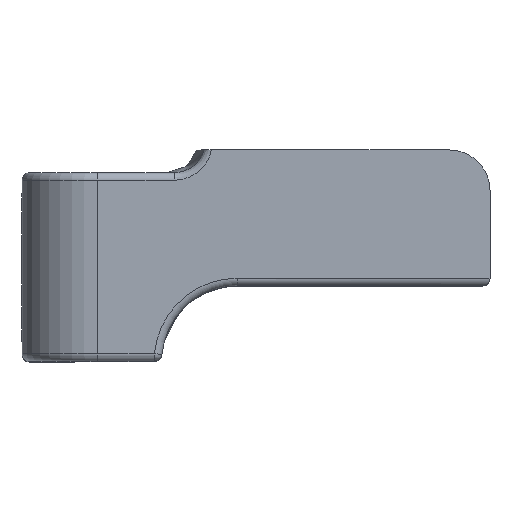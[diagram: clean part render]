
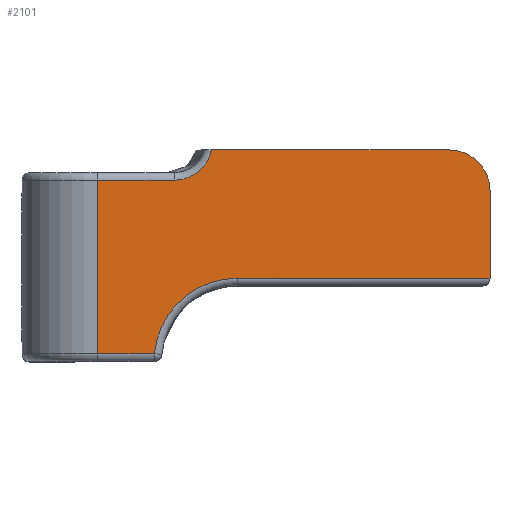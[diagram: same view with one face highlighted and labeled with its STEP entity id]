
A CAD part, top view. The second image highlights one B-rep face of the part: STEP entity #2101.
In plain terms, the highlighted planar face has unit normal (0, 0, 1).
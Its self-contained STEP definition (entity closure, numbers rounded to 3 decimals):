
#15 = CARTESIAN_POINT ( 'NONE',  ( 5.378, -2., 125.811 ) ) ;
#17 = CARTESIAN_POINT ( 'NONE',  ( 0., -2., 125.811 ) ) ;
#34 = DIRECTION ( 'NONE',  ( 0., 0., -1. ) ) ;
#44 = LINE ( 'NONE', #17, #1107 ) ;
#63 = CARTESIAN_POINT ( 'NONE',  ( 6.453, -1.62, 125.811 ) ) ;
#69 = LINE ( 'NONE', #1957, #2184 ) ;
#74 = LINE ( 'NONE', #1338, #2252 ) ;
#82 = CARTESIAN_POINT ( 'NONE',  ( 7.391, -0.549, 125.811 ) ) ;
#133 = DIRECTION ( 'NONE',  ( 1., 0., 0. ) ) ;
#142 = VERTEX_POINT ( 'NONE', #3220 ) ;
#151 = CARTESIAN_POINT ( 'NONE',  ( 0., -13.5, 125.811 ) ) ;
#218 = EDGE_CURVE ( 'NONE', #142, #1150, #891, .T. ) ;
#299 = CIRCLE ( 'NONE', #1315, 5.5 ) ;
#399 = AXIS2_PLACEMENT_3D ( 'NONE', #1943, #2973, #1425 ) ;
#417 = EDGE_CURVE ( 'NONE', #888, #2874, #2749, .T. ) ;
#466 = VECTOR ( 'NONE', #1225, 1000. ) ;
#575 = CARTESIAN_POINT ( 'NONE',  ( 7.554, 0., 125.811 ) ) ;
#580 = DIRECTION ( 'NONE',  ( -1., 0., 0. ) ) ;
#672 = VERTEX_POINT ( 'NONE', #1081 ) ;
#685 = DIRECTION ( 'NONE',  ( 0., 0., 1. ) ) ;
#798 = CARTESIAN_POINT ( 'NONE',  ( 5.089, -2., 125.811 ) ) ;
#812 = CARTESIAN_POINT ( 'NONE',  ( 0., 0., 125.811 ) ) ;
#883 = VERTEX_POINT ( 'NONE', #1554 ) ;
#888 = VERTEX_POINT ( 'NONE', #2327 ) ;
#891 = B_SPLINE_CURVE_WITH_KNOTS ( 'NONE', 3,
 ( #575, #2368, #82, #2396, #3128, #63, #1582, #3160, #15, #798 ),
 .UNSPECIFIED., .F., .F.,
 ( 4, 2, 2, 2, 4 ),
 ( 0., 0.001, 0.002, 0.003, 0.003 ),
 .UNSPECIFIED. ) ;
#933 = ORIENTED_EDGE ( 'NONE', *, *, #2967, .T. ) ;
#955 = DIRECTION ( 'NONE',  ( -1., 0., 0. ) ) ;
#984 = ORIENTED_EDGE ( 'NONE', *, *, #3343, .T. ) ;
#1041 = EDGE_CURVE ( 'NONE', #1234, #2234, #3012, .T. ) ;
#1063 = ORIENTED_EDGE ( 'NONE', *, *, #1041, .T. ) ;
#1081 = CARTESIAN_POINT ( 'NONE',  ( 26., -8.5, 125.811 ) ) ;
#1107 = VECTOR ( 'NONE', #2919, 1000. ) ;
#1124 = CARTESIAN_POINT ( 'NONE',  ( 9.25, -8.5, 125.811 ) ) ;
#1129 = DIRECTION ( 'NONE',  ( 1., 0., 0. ) ) ;
#1150 = VERTEX_POINT ( 'NONE', #2106 ) ;
#1159 = AXIS2_PLACEMENT_3D ( 'NONE', #3009, #685, #955 ) ;
#1160 = EDGE_CURVE ( 'NONE', #1150, #883, #44, .T. ) ;
#1225 = DIRECTION ( 'NONE',  ( 0., -1., 0. ) ) ;
#1234 = VERTEX_POINT ( 'NONE', #2454 ) ;
#1315 = AXIS2_PLACEMENT_3D ( 'NONE', #2922, #34, #580 ) ;
#1338 = CARTESIAN_POINT ( 'NONE',  ( 26., -4., 125.811 ) ) ;
#1425 = DIRECTION ( 'NONE',  ( -1., 0., 0. ) ) ;
#1483 = LINE ( 'NONE', #3035, #466 ) ;
#1554 = CARTESIAN_POINT ( 'NONE',  ( 0., -2., 125.811 ) ) ;
#1582 = CARTESIAN_POINT ( 'NONE',  ( 6.204, -1.759, 125.811 ) ) ;
#1678 = ORIENTED_EDGE ( 'NONE', *, *, #218, .T. ) ;
#1709 = VECTOR ( 'NONE', #133, 1000. ) ;
#1842 = LINE ( 'NONE', #812, #3231 ) ;
#1852 = EDGE_CURVE ( 'NONE', #2874, #2538, #299, .T. ) ;
#1943 = CARTESIAN_POINT ( 'NONE',  ( 0., -4., 125.811 ) ) ;
#1957 = CARTESIAN_POINT ( 'NONE',  ( 0., -8.5, 125.811 ) ) ;
#2036 = CARTESIAN_POINT ( 'NONE',  ( 3.773, -13.5, 125.811 ) ) ;
#2074 = DIRECTION ( 'NONE',  ( -1., 0., 0. ) ) ;
#2093 = ORIENTED_EDGE ( 'NONE', *, *, #417, .T. ) ;
#2101 = ADVANCED_FACE ( 'NONE', ( #2183 ), #3238, .F. ) ;
#2106 = CARTESIAN_POINT ( 'NONE',  ( 5.089, -2., 125.811 ) ) ;
#2183 = FACE_OUTER_BOUND ( 'NONE', #3209, .T. ) ;
#2184 = VECTOR ( 'NONE', #1129, 1000. ) ;
#2223 = EDGE_CURVE ( 'NONE', #2234, #142, #1842, .T. ) ;
#2234 = VERTEX_POINT ( 'NONE', #2873 ) ;
#2245 = ORIENTED_EDGE ( 'NONE', *, *, #2307, .T. ) ;
#2252 = VECTOR ( 'NONE', #2373, 1000. ) ;
#2270 = ORIENTED_EDGE ( 'NONE', *, *, #2223, .T. ) ;
#2307 = EDGE_CURVE ( 'NONE', #2538, #672, #69, .T. ) ;
#2327 = CARTESIAN_POINT ( 'NONE',  ( 0., -13.5, 125.811 ) ) ;
#2368 = CARTESIAN_POINT ( 'NONE',  ( 7.496, -0.283, 125.811 ) ) ;
#2373 = DIRECTION ( 'NONE',  ( 0., 1., 0. ) ) ;
#2396 = CARTESIAN_POINT ( 'NONE',  ( 7.091, -1.042, 125.811 ) ) ;
#2454 = CARTESIAN_POINT ( 'NONE',  ( 26., -2.7, 125.811 ) ) ;
#2538 = VERTEX_POINT ( 'NONE', #1124 ) ;
#2740 = ORIENTED_EDGE ( 'NONE', *, *, #1160, .T. ) ;
#2749 = LINE ( 'NONE', #151, #1709 ) ;
#2873 = CARTESIAN_POINT ( 'NONE',  ( 23.3, 0., 125.811 ) ) ;
#2874 = VERTEX_POINT ( 'NONE', #2036 ) ;
#2919 = DIRECTION ( 'NONE',  ( -1., 0., 0. ) ) ;
#2922 = CARTESIAN_POINT ( 'NONE',  ( 9.25, -14., 125.811 ) ) ;
#2967 = EDGE_CURVE ( 'NONE', #672, #1234, #74, .T. ) ;
#2973 = DIRECTION ( 'NONE',  ( 0., 0., -1. ) ) ;
#3009 = CARTESIAN_POINT ( 'NONE',  ( 23.3, -2.7, 125.811 ) ) ;
#3012 = CIRCLE ( 'NONE', #1159, 2.7 ) ;
#3035 = CARTESIAN_POINT ( 'NONE',  ( 0., -14., 125.811 ) ) ;
#3128 = CARTESIAN_POINT ( 'NONE',  ( 6.902, -1.257, 125.811 ) ) ;
#3160 = CARTESIAN_POINT ( 'NONE',  ( 5.659, -1.952, 125.811 ) ) ;
#3209 = EDGE_LOOP ( 'NONE', ( #3272, #2245, #933, #1063, #2270, #1678, #2740, #984, #2093 ) ) ;
#3220 = CARTESIAN_POINT ( 'NONE',  ( 7.554, 0., 125.811 ) ) ;
#3231 = VECTOR ( 'NONE', #2074, 1000. ) ;
#3238 = PLANE ( 'NONE',  #399 ) ;
#3272 = ORIENTED_EDGE ( 'NONE', *, *, #1852, .T. ) ;
#3343 = EDGE_CURVE ( 'NONE', #883, #888, #1483, .T. ) ;
